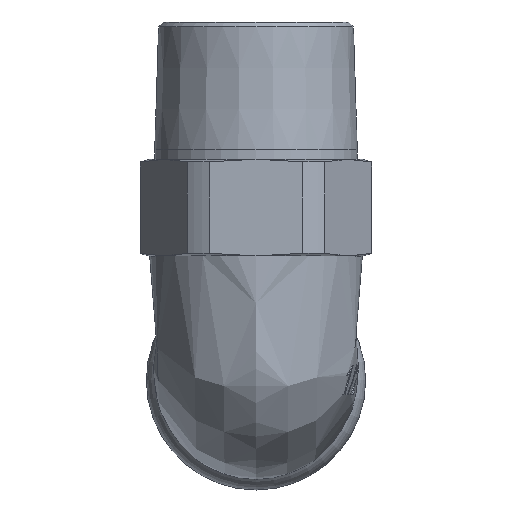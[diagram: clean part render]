
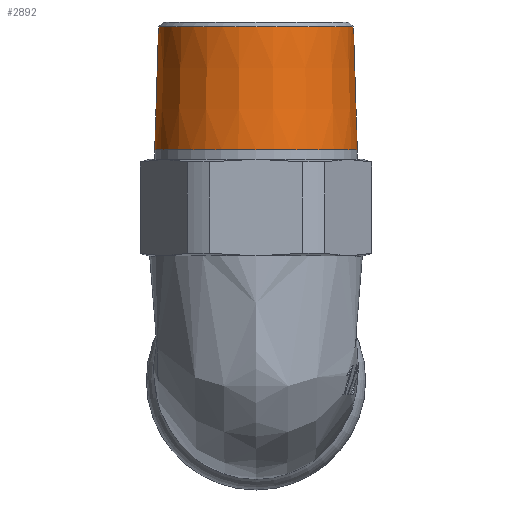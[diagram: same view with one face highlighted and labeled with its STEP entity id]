
A CAD part, top view. The second image highlights one B-rep face of the part: STEP entity #2892.
In plain terms, the highlighted conical face has half-angle 1.78 degrees and reference radius 10.272 mm.
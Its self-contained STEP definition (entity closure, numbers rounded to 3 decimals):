
#424=CONICAL_SURFACE('',#3103,10.272,0.031);
#439=LINE('',#3809,#575);
#575=VECTOR('',#3314,10.272);
#727=FACE_OUTER_BOUND('',#899,.T.);
#899=EDGE_LOOP('',(#1972,#1973,#1974,#1975,#1976,#1977));
#1100=CIRCLE('',#3101,10.083);
#1101=CIRCLE('',#3102,10.083);
#1102=CIRCLE('',#3104,10.478);
#1103=CIRCLE('',#3105,10.478);
#1177=VERTEX_POINT('',#3802);
#1178=VERTEX_POINT('',#3804);
#1179=VERTEX_POINT('',#3808);
#1180=VERTEX_POINT('',#3810);
#1494=EDGE_CURVE('',#1177,#1178,#1100,.T.);
#1495=EDGE_CURVE('',#1178,#1177,#1101,.T.);
#1496=EDGE_CURVE('',#1178,#1179,#439,.T.);
#1497=EDGE_CURVE('',#1179,#1180,#1102,.T.);
#1498=EDGE_CURVE('',#1180,#1179,#1103,.T.);
#1972=ORIENTED_EDGE('',*,*,#1494,.F.);
#1973=ORIENTED_EDGE('',*,*,#1495,.F.);
#1974=ORIENTED_EDGE('',*,*,#1496,.T.);
#1975=ORIENTED_EDGE('',*,*,#1497,.T.);
#1976=ORIENTED_EDGE('',*,*,#1498,.T.);
#1977=ORIENTED_EDGE('',*,*,#1496,.F.);
#2892=ADVANCED_FACE('',(#727),#424,.T.);
#3101=AXIS2_PLACEMENT_3D('',#3805,#3308,#3309);
#3102=AXIS2_PLACEMENT_3D('',#3806,#3310,#3311);
#3103=AXIS2_PLACEMENT_3D('',#3807,#3312,#3313);
#3104=AXIS2_PLACEMENT_3D('',#3811,#3315,#3316);
#3105=AXIS2_PLACEMENT_3D('',#3812,#3317,#3318);
#3308=DIRECTION('center_axis',(0.,1.,0.));
#3309=DIRECTION('ref_axis',(1.,0.,0.));
#3310=DIRECTION('center_axis',(0.,1.,0.));
#3311=DIRECTION('ref_axis',(1.,0.,0.));
#3312=DIRECTION('center_axis',(0.,-1.,0.));
#3313=DIRECTION('ref_axis',(-1.,0.,0.));
#3314=DIRECTION('',(0.031,-1.,0.));
#3315=DIRECTION('center_axis',(0.,1.,0.));
#3316=DIRECTION('ref_axis',(-1.,0.,0.));
#3317=DIRECTION('center_axis',(0.,1.,0.));
#3318=DIRECTION('ref_axis',(-1.,0.,0.));
#3802=CARTESIAN_POINT('',(-10.083,36.5,0.));
#3804=CARTESIAN_POINT('',(10.083,36.5,0.));
#3805=CARTESIAN_POINT('Origin',(0.,36.5,0.));
#3806=CARTESIAN_POINT('Origin',(0.,36.5,0.));
#3807=CARTESIAN_POINT('Origin',(0.,30.4,0.));
#3808=CARTESIAN_POINT('',(10.478,23.8,0.));
#3809=CARTESIAN_POINT('',(10.272,30.4,0.));
#3810=CARTESIAN_POINT('',(-10.478,23.8,0.));
#3811=CARTESIAN_POINT('Origin',(0.,23.8,0.));
#3812=CARTESIAN_POINT('Origin',(0.,23.8,0.));
